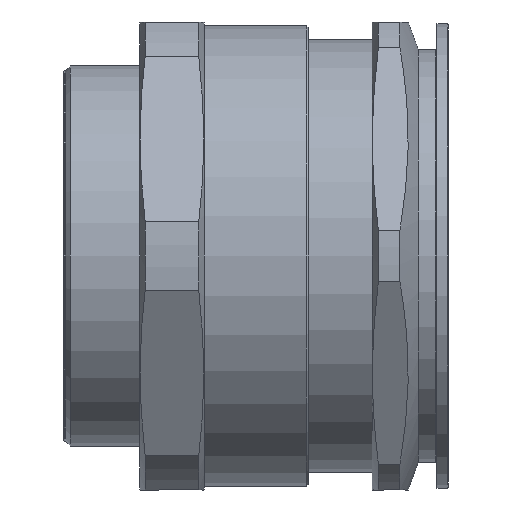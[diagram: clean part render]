
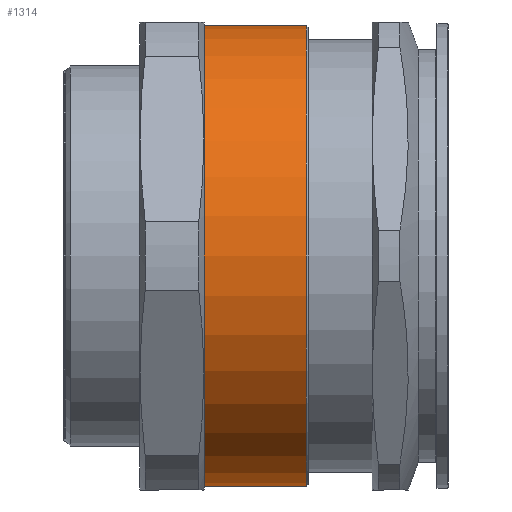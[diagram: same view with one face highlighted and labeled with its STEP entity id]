
A CAD part, front view. The second image highlights one B-rep face of the part: STEP entity #1314.
In plain terms, the highlighted cylindrical face has radius 66.5 mm (diameter 133 mm), a partial arc.
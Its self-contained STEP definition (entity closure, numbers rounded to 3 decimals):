
#17 = DIRECTION ( 'NONE',  ( 0., 0., 1. ) ) ;
#24 = AXIS2_PLACEMENT_3D ( 'NONE', #642, #391, #148 ) ;
#96 = LINE ( 'NONE', #2178, #1145 ) ;
#97 = ORIENTED_EDGE ( 'NONE', *, *, #1312, .F. ) ;
#105 = EDGE_LOOP ( 'NONE', ( #97, #162, #1290, #715 ) ) ;
#118 = CARTESIAN_POINT ( 'NONE',  ( 40.5, 0., -66.5 ) ) ;
#148 = DIRECTION ( 'NONE',  ( 0., 0., 1. ) ) ;
#162 = ORIENTED_EDGE ( 'NONE', *, *, #726, .T. ) ;
#253 = DIRECTION ( 'NONE',  ( -1., 0., 0. ) ) ;
#260 = DIRECTION ( 'NONE',  ( 0., 0., 1. ) ) ;
#280 = VERTEX_POINT ( 'NONE', #1795 ) ;
#338 = AXIS2_PLACEMENT_3D ( 'NONE', #750, #502, #260 ) ;
#391 = DIRECTION ( 'NONE',  ( -1., 0., 0. ) ) ;
#449 = CIRCLE ( 'NONE', #338, 66.5 ) ;
#495 = CARTESIAN_POINT ( 'NONE',  ( 0.2, 0., 0. ) ) ;
#502 = DIRECTION ( 'NONE',  ( -1., 0., 0. ) ) ;
#511 = CIRCLE ( 'NONE', #24, 66.5 ) ;
#556 = VECTOR ( 'NONE', #743, 1000. ) ;
#607 = CYLINDRICAL_SURFACE ( 'NONE', #670, 66.5 ) ;
#642 = CARTESIAN_POINT ( 'NONE',  ( 40.5, 0., 0. ) ) ;
#670 = AXIS2_PLACEMENT_3D ( 'NONE', #495, #253, #17 ) ;
#715 = ORIENTED_EDGE ( 'NONE', *, *, #1838, .F. ) ;
#726 = EDGE_CURVE ( 'NONE', #2024, #280, #449, .T. ) ;
#743 = DIRECTION ( 'NONE',  ( -1., 0., 0. ) ) ;
#750 = CARTESIAN_POINT ( 'NONE',  ( 70., 0., 0. ) ) ;
#784 = EDGE_CURVE ( 'NONE', #280, #2292, #96, .T. ) ;
#884 = CARTESIAN_POINT ( 'NONE',  ( 40.5, 0., 66.5 ) ) ;
#987 = CARTESIAN_POINT ( 'NONE',  ( 0.2, 0., -66.5 ) ) ;
#1145 = VECTOR ( 'NONE', #1936, 1000. ) ;
#1290 = ORIENTED_EDGE ( 'NONE', *, *, #784, .T. ) ;
#1312 = EDGE_CURVE ( 'NONE', #2024, #2001, #1443, .T. ) ;
#1314 = ADVANCED_FACE ( 'NONE', ( #1929 ), #607, .T. ) ;
#1443 = LINE ( 'NONE', #987, #556 ) ;
#1795 = CARTESIAN_POINT ( 'NONE',  ( 70., 0., 66.5 ) ) ;
#1838 = EDGE_CURVE ( 'NONE', #2001, #2292, #511, .T. ) ;
#1929 = FACE_OUTER_BOUND ( 'NONE', #105, .T. ) ;
#1936 = DIRECTION ( 'NONE',  ( -1., 0., 0. ) ) ;
#2001 = VERTEX_POINT ( 'NONE', #118 ) ;
#2024 = VERTEX_POINT ( 'NONE', #2148 ) ;
#2148 = CARTESIAN_POINT ( 'NONE',  ( 70., 0., -66.5 ) ) ;
#2178 = CARTESIAN_POINT ( 'NONE',  ( 0.2, 0., 66.5 ) ) ;
#2292 = VERTEX_POINT ( 'NONE', #884 ) ;
